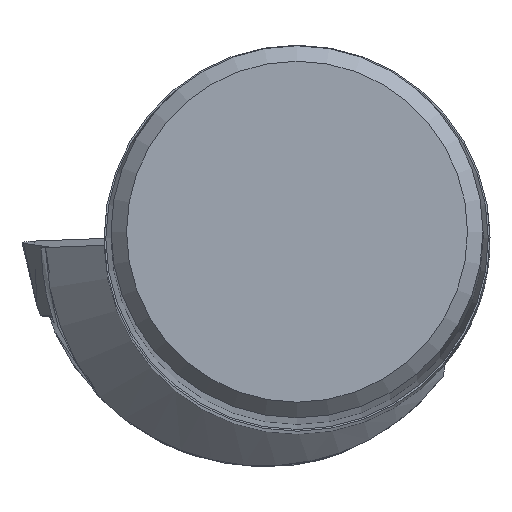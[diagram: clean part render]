
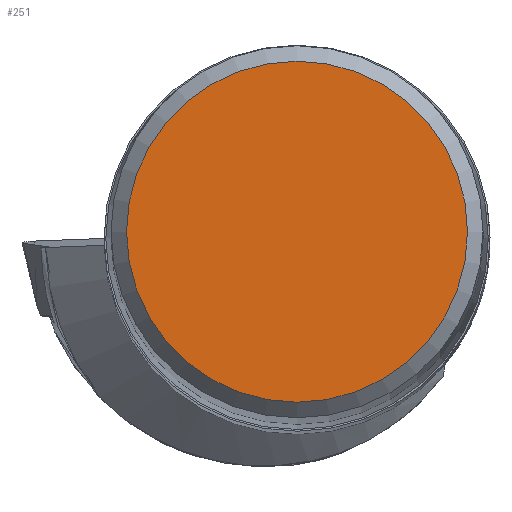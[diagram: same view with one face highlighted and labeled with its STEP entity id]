
A CAD part, top view. The second image highlights one B-rep face of the part: STEP entity #251.
In plain terms, the highlighted planar face has unit normal (0, 0, 1).
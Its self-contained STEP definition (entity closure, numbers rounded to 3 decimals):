
#112=PLANE('',#767);
#217=CIRCLE('',#765,5.5);
#251=ADVANCED_FACE('',(#322),#112,.F.);
#322=FACE_OUTER_BOUND('',#357,.T.);
#357=EDGE_LOOP('',(#473));
#473=ORIENTED_EDGE('',*,*,#626,.F.);
#560=VERTEX_POINT('',#1138);
#626=EDGE_CURVE('',#560,#560,#217,.T.);
#765=AXIS2_PLACEMENT_3D('',#1137,#900,#901);
#767=AXIS2_PLACEMENT_3D('',#1140,#904,#905);
#900=DIRECTION('',(0.,0.,-1.));
#901=DIRECTION('',(0.,-1.,0.));
#904=DIRECTION('',(0.,0.,-1.));
#905=DIRECTION('',(0.,-1.,0.));
#1137=CARTESIAN_POINT('',(0.,0.,0.));
#1138=CARTESIAN_POINT('',(0.,-5.5,0.));
#1140=CARTESIAN_POINT('',(0.,0.,0.));
